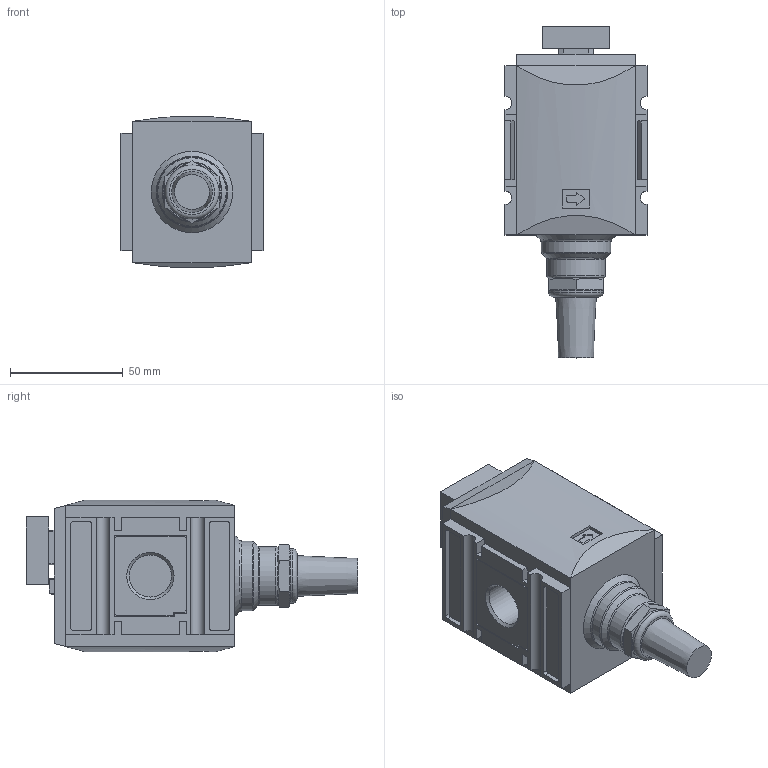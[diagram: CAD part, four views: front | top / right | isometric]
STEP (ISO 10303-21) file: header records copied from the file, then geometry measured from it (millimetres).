
FILE_DESCRIPTION(/* description */ ('STEP AP214'),/* implementation_level */ '2;1');
FILE_NAME(/* name */ '037787',/* time_stamp */ '2026-03-18T16:33:45+01:00',/* author */ ('License CC BY-ND 4.0'),/* organization */ ('CADENAS'),/* preprocessor_version */ 'ST-DEVELOPER v20',/* originating_system */ 'PARTsolutions',/* authorisation */ ' ');
FILE_SCHEMA (('AUTOMOTIVE_DESIGN {1 0 10303 214 3 1 1}'));
Length unit declared in the file: millimetre
Products named in the file (4): 037787; FU 964G 1/2000-1; CNOMO; 567-4/M_2_G1/2
Assembly tree (3 placements, depth 2):
  037787
    FU 964G 1/2000-1
    CNOMO
    567-4/M_2_G1/2
Bounding box: 63 x 147.1 x 67.1 mm (x, y, z)
Volume: 328481 mm3; surface area: 45186.9 mm2
Topology: 3 solids, 3 shells, 361 faces, 907 edges, 595 vertices
Faces by surface type: plane 202, cylinder 117, cone 33, torus 9
Full cylindrical faces by diameter (mm): 1.56 x1, 1.78 x1, 2 x2, 2.459 x2, 3 x2, 3.2 x2, 3.242 x2, 5.3 x2, 5.6 x2, 6 x2, 18 x1, 18.631 x3, 20.955 x1, 24 x1, 26 x1, 31 x1, 42 x1, 42.2 x1
Entity records: 12888 total; most frequent: CARTESIAN_POINT 1877, DIRECTION 1830, ORIENTED_EDGE 1680, EDGE_CURVE 840, AXIS2_PLACEMENT_3D 653, VERTEX_POINT 580, LINE 524, VECTOR 524
